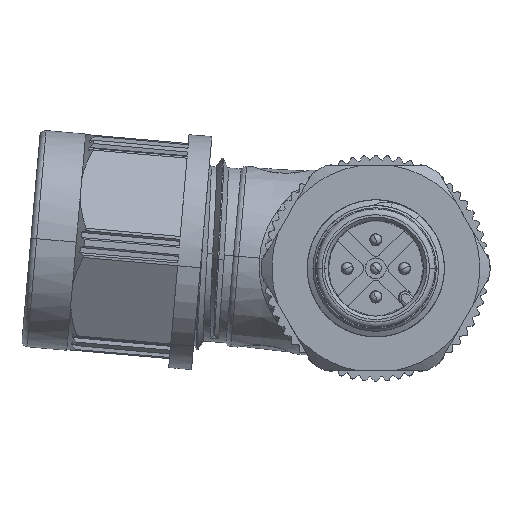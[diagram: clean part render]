
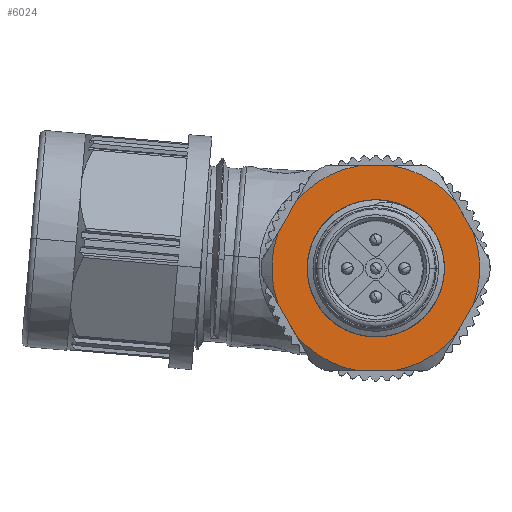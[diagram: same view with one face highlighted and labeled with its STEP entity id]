
A CAD part, front view. The second image highlights one B-rep face of the part: STEP entity #6024.
In plain terms, the highlighted planar face has unit normal (0, -1, 0).
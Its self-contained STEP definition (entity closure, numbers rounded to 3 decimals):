
#4900=PLANE('',#18048);
#5213=FACE_BOUND('',#7712,.T.);
#5214=FACE_BOUND('',#7713,.T.);
#6024=ADVANCED_FACE('',(#5213,#5214),#4900,.T.);
#7712=EDGE_LOOP('',(#9516,#9517));
#7713=EDGE_LOOP('',(#9518,#9519,#9520,#9521,#9522,#9523,#9524,#9525,#9526,
#9527,#9528,#9529));
#8421=CIRCLE('',#18009,6.);
#8422=CIRCLE('',#18011,6.);
#8423=CIRCLE('',#18014,9.101);
#8431=CIRCLE('',#18026,9.101);
#8436=CIRCLE('',#18036,9.101);
#8437=CIRCLE('',#18039,9.101);
#8440=CIRCLE('',#18045,9.101);
#8441=CIRCLE('',#18047,9.101);
#9516=ORIENTED_EDGE('',*,*,#14339,.F.);
#9517=ORIENTED_EDGE('',*,*,#14340,.F.);
#9518=ORIENTED_EDGE('',*,*,#14390,.T.);
#9519=ORIENTED_EDGE('',*,*,#14386,.T.);
#9520=ORIENTED_EDGE('',*,*,#14384,.T.);
#9521=ORIENTED_EDGE('',*,*,#14381,.T.);
#9522=ORIENTED_EDGE('',*,*,#14379,.T.);
#9523=ORIENTED_EDGE('',*,*,#14395,.T.);
#9524=ORIENTED_EDGE('',*,*,#14396,.T.);
#9525=ORIENTED_EDGE('',*,*,#14347,.T.);
#9526=ORIENTED_EDGE('',*,*,#14345,.T.);
#9527=ORIENTED_EDGE('',*,*,#14362,.T.);
#9528=ORIENTED_EDGE('',*,*,#14367,.T.);
#9529=ORIENTED_EDGE('',*,*,#14394,.T.);
#12948=VERTEX_POINT('',#24972);
#12949=VERTEX_POINT('',#24974);
#12954=VERTEX_POINT('',#25019);
#12955=VERTEX_POINT('',#25021);
#12956=VERTEX_POINT('',#25034);
#12967=VERTEX_POINT('',#25119);
#12970=VERTEX_POINT('',#25150);
#12981=VERTEX_POINT('',#25208);
#12982=VERTEX_POINT('',#25210);
#12983=VERTEX_POINT('',#25223);
#12984=VERTEX_POINT('',#25260);
#12985=VERTEX_POINT('',#25273);
#12988=VERTEX_POINT('',#25313);
#12989=VERTEX_POINT('',#25331);
#14339=EDGE_CURVE('',#12949,#12948,#8421,.T.);
#14340=EDGE_CURVE('',#12948,#12949,#8422,.T.);
#14345=EDGE_CURVE('',#12955,#12954,#16086,.T.);
#14347=EDGE_CURVE('',#12956,#12955,#8423,.T.);
#14362=EDGE_CURVE('',#12954,#12967,#8431,.T.);
#14367=EDGE_CURVE('',#12967,#12970,#16092,.T.);
#14379=EDGE_CURVE('',#12982,#12981,#16098,.T.);
#14381=EDGE_CURVE('',#12983,#12982,#8436,.T.);
#14384=EDGE_CURVE('',#12984,#12983,#16099,.T.);
#14386=EDGE_CURVE('',#12985,#12984,#8437,.T.);
#14390=EDGE_CURVE('',#12988,#12985,#16101,.T.);
#14394=EDGE_CURVE('',#12970,#12988,#8440,.T.);
#14395=EDGE_CURVE('',#12981,#12989,#8441,.T.);
#14396=EDGE_CURVE('',#12989,#12956,#16102,.T.);
#16086=LINE('',#25020,#16974);
#16092=LINE('',#25151,#16980);
#16098=LINE('',#25209,#16986);
#16099=LINE('',#25259,#16987);
#16101=LINE('',#25312,#16989);
#16102=LINE('',#25332,#16990);
#16974=VECTOR('',#19569,1.);
#16980=VECTOR('',#19605,1.);
#16986=VECTOR('',#19625,1.);
#16987=VECTOR('',#19632,1.);
#16989=VECTOR('',#19640,1.);
#16990=VECTOR('',#19655,1.);
#18009=AXIS2_PLACEMENT_3D('',#24975,#19559,#19560);
#18011=AXIS2_PLACEMENT_3D('',#24977,#19563,#19564);
#18014=AXIS2_PLACEMENT_3D('',#25033,#19572,#19573);
#18026=AXIS2_PLACEMENT_3D('',#25118,#19600,#19601);
#18036=AXIS2_PLACEMENT_3D('',#25222,#19628,#19629);
#18039=AXIS2_PLACEMENT_3D('',#25272,#19635,#19636);
#18045=AXIS2_PLACEMENT_3D('',#25328,#19649,#19650);
#18047=AXIS2_PLACEMENT_3D('',#25330,#19653,#19654);
#18048=AXIS2_PLACEMENT_3D('',#25333,#19656,#19657);
#19559=DIRECTION('',(0.,-1.,0.));
#19560=DIRECTION('',(1.,0.,0.));
#19563=DIRECTION('',(0.,-1.,0.));
#19564=DIRECTION('',(-1.,0.,0.));
#19569=DIRECTION('',(1.,0.,0.));
#19572=DIRECTION('',(0.,-1.,0.));
#19573=DIRECTION('',(-0.769,0.,-0.639));
#19600=DIRECTION('',(0.,-1.,0.));
#19601=DIRECTION('',(0.169,0.,-0.986));
#19605=DIRECTION('',(0.5,0.,0.866));
#19625=DIRECTION('',(-0.5,0.,-0.866));
#19628=DIRECTION('',(0.,-1.,0.));
#19629=DIRECTION('',(-0.169,0.,0.986));
#19632=DIRECTION('',(-1.,0.,0.));
#19635=DIRECTION('',(0.,-1.,0.));
#19636=DIRECTION('',(0.769,0.,0.639));
#19640=DIRECTION('',(-0.5,0.,0.866));
#19649=DIRECTION('',(0.,-1.,0.));
#19650=DIRECTION('',(0.938,0.,-0.346));
#19653=DIRECTION('',(0.,-1.,0.));
#19654=DIRECTION('',(-0.938,0.,0.346));
#19655=DIRECTION('',(0.5,0.,-0.866));
#19656=DIRECTION('',(0.,-1.,0.));
#19657=DIRECTION('',(-1.,0.,0.));
#24972=CARTESIAN_POINT('',(-6.,-4.75,0.));
#24974=CARTESIAN_POINT('',(6.,-4.75,0.));
#24975=CARTESIAN_POINT('',(0.,-4.75,0.));
#24977=CARTESIAN_POINT('',(0.,-4.75,0.));
#25019=CARTESIAN_POINT('',(1.541,-4.75,-8.97));
#25020=CARTESIAN_POINT('',(-1.541,-4.75,-8.97));
#25021=CARTESIAN_POINT('',(-1.541,-4.75,-8.97));
#25033=CARTESIAN_POINT('',(0.,-4.75,0.));
#25034=CARTESIAN_POINT('',(-6.998,-4.75,-5.819));
#25118=CARTESIAN_POINT('',(0.,-4.75,0.));
#25119=CARTESIAN_POINT('',(6.998,-4.75,-5.819));
#25150=CARTESIAN_POINT('',(8.539,-4.75,-3.151));
#25151=CARTESIAN_POINT('',(6.998,-4.75,-5.819));
#25208=CARTESIAN_POINT('',(-8.539,-4.75,3.151));
#25209=CARTESIAN_POINT('',(-6.998,-4.75,5.819));
#25210=CARTESIAN_POINT('',(-6.998,-4.75,5.819));
#25222=CARTESIAN_POINT('',(0.,-4.75,0.));
#25223=CARTESIAN_POINT('',(-1.541,-4.75,8.97));
#25259=CARTESIAN_POINT('',(1.541,-4.75,8.97));
#25260=CARTESIAN_POINT('',(1.541,-4.75,8.97));
#25272=CARTESIAN_POINT('',(0.,-4.75,0.));
#25273=CARTESIAN_POINT('',(6.998,-4.75,5.819));
#25312=CARTESIAN_POINT('',(8.539,-4.75,3.151));
#25313=CARTESIAN_POINT('',(8.539,-4.75,3.151));
#25328=CARTESIAN_POINT('',(0.,-4.75,0.));
#25330=CARTESIAN_POINT('',(0.,-4.75,0.));
#25331=CARTESIAN_POINT('',(-8.539,-4.75,-3.151));
#25332=CARTESIAN_POINT('',(-8.539,-4.75,-3.151));
#25333=CARTESIAN_POINT('',(0.,-4.75,0.));
